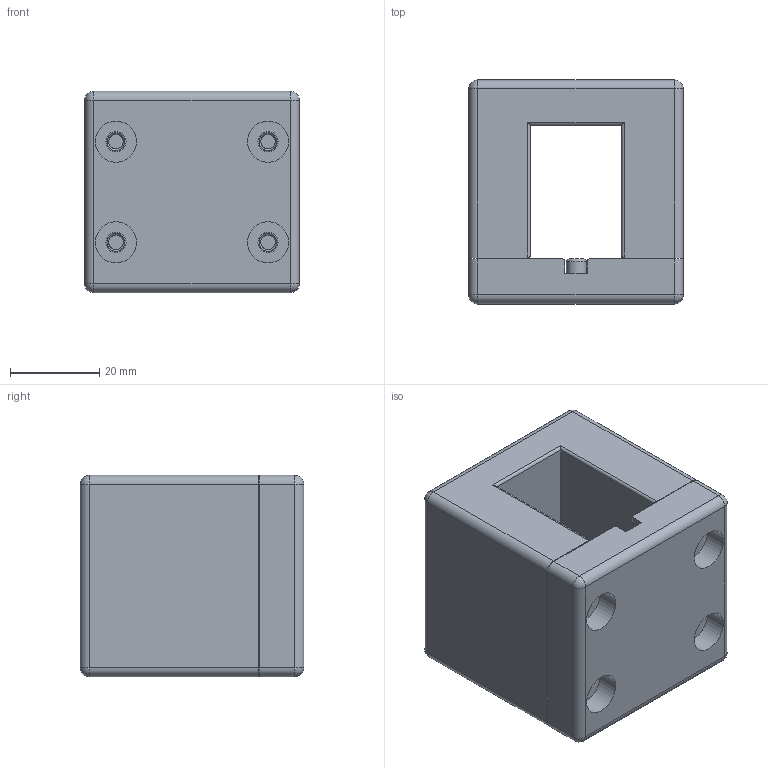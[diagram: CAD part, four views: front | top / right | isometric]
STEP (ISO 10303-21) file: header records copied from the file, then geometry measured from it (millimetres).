
FILE_DESCRIPTION(/* description */ (''),/* implementation_level */ '2;1');
FILE_NAME(/* name */ 'HunterRainClickWirelessHolder.step',/* time_stamp */ '2019-03-22T12:48:22+01:00',/* author */ (''),/* organization */ (''),/* preprocessor_version */ 'ST-DEVELOPER v17.2',/* originating_system */ 'Autodesk Translation Framework v7.6.0.251',/* authorisation */ '');
FILE_SCHEMA (('AUTOMOTIVE_DESIGN { 1 0 10303 214 3 1 1 }'));
Products named in the file (7): HunterRainClickWirelessHolder; PartA; KVT 001M4; KVT 001M4 (1); KVT 001M4 (2); KVT 001M4 (3); PartB
Assembly tree (6 placements, depth 3):
  HunterRainClickWirelessHolder
    PartA
      KVT 001M4
      KVT 001M4 (1)
      KVT 001M4 (2)
      KVT 001M4 (3)
    PartB
Bounding box: 48 x 50 x 45 mm (x, y, z)
Volume: 74273.1 mm3; surface area: 21965.3 mm2
Topology: 2 solids, 1018 shells, 1110 faces, 6132 edges, 6020 vertices
Faces by surface type: plane 1016, cylinder 56, cone 24, sphere 10, torus 4
Full cylindrical faces by diameter (mm): 3.242 x4, 4.5 x6, 4.989 x4, 5.5 x4, 9.2 x4
Entity records: 63478 total; most frequent: CARTESIAN_POINT 13301, DIRECTION 10532, ORIENTED_EDGE 6364, EDGE_CURVE 6132, VERTEX_POINT 6020, LINE 3974, VECTOR 3974, AXIS2_PLACEMENT_3D 3279
